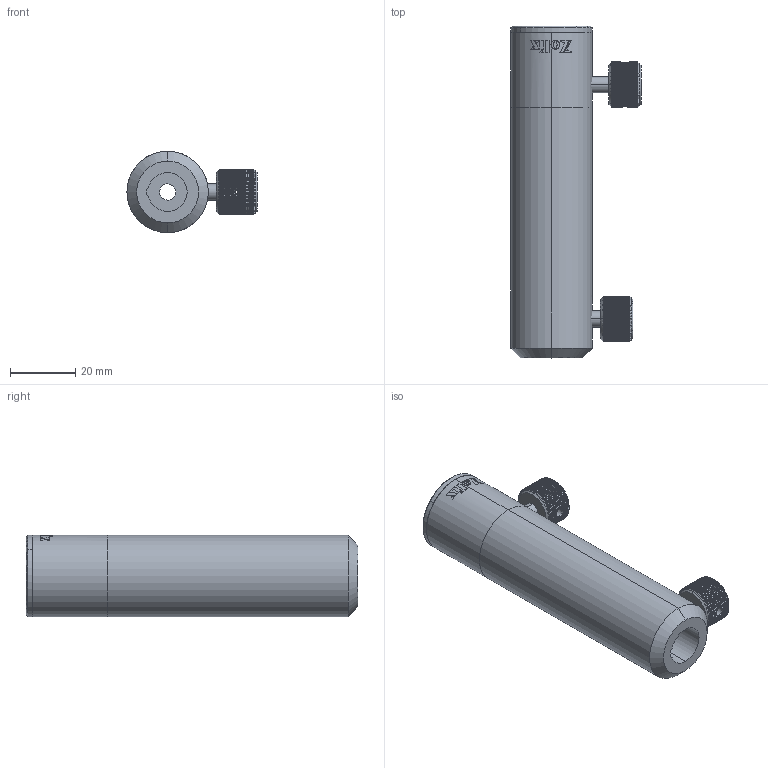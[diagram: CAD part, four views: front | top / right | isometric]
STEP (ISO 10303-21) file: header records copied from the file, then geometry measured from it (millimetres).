
FILE_DESCRIPTION (( 'STEP AP203' ), '1' );
FILE_NAME ('PHRP-3.STEP', '2022-07-20T03:50:36', ( '' ), ( '' ), 'SwSTEP 2.0', 'SolidWorks 2021', '' );
FILE_SCHEMA (( 'CONFIG_CONTROL_DESIGN' ));
Length unit declared in the file: millimetre
Products named in the file (1): PHRP-3
Bounding box: 40 x 102 x 25 mm (x, y, z)
Volume: 39582.3 mm3; surface area: 20572.8 mm2
Topology: 6 solids, 6 shells, 867 faces, 2497 edges, 1654 vertices
Faces by surface type: plane 456, cylinder 268, bspline 121, cone 22
Entity records: 30014 total; most frequent: CARTESIAN_POINT 9650, ORIENTED_EDGE 4986, DIRECTION 3233, EDGE_CURVE 2493, VERTEX_POINT 1654, AXIS2_PLACEMENT_3D 1251, B_SPLINE_CURVE_WITH_KNOTS 1154, EDGE_LOOP 901
